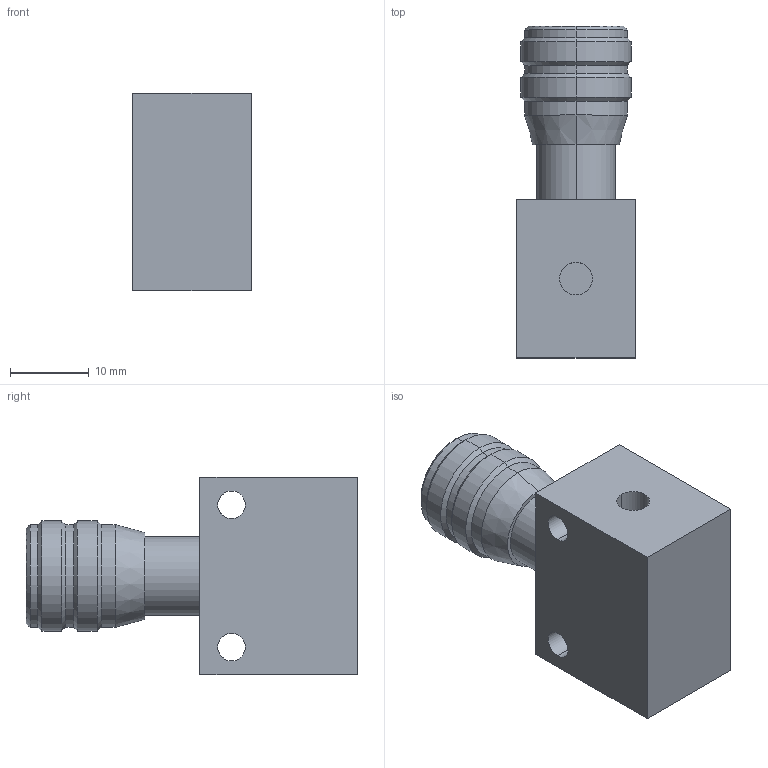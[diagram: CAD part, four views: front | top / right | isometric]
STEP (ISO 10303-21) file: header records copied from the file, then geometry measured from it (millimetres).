
FILE_DESCRIPTION (( 'STEP AP214' ), '1' );
FILE_NAME ('DR-25_Airtec.step', '2018-11-27T15:40:08', ( '' ), ( '' ), 'SwSTEP 2.0', 'SolidWorks 2010', '' );
FILE_SCHEMA (( 'AUTOMOTIVE_DESIGN' ));
Length unit declared in the file: millimetre
Products named in the file (1): DR-25_Airtec
Bounding box: 15 x 42 x 25 mm (x, y, z)
Volume: 9645.1 mm3; surface area: 3728.2 mm2
Topology: 1 solids, 1 shells, 46 faces, 100 edges, 60 vertices
Faces by surface type: cylinder 24, cone 12, plane 10
Entity records: 1378 total; most frequent: CARTESIAN_POINT 291, DIRECTION 238, ORIENTED_EDGE 200, EDGE_CURVE 100, AXIS2_PLACEMENT_3D 95, VERTEX_POINT 60, EDGE_LOOP 58, VECTOR 48
